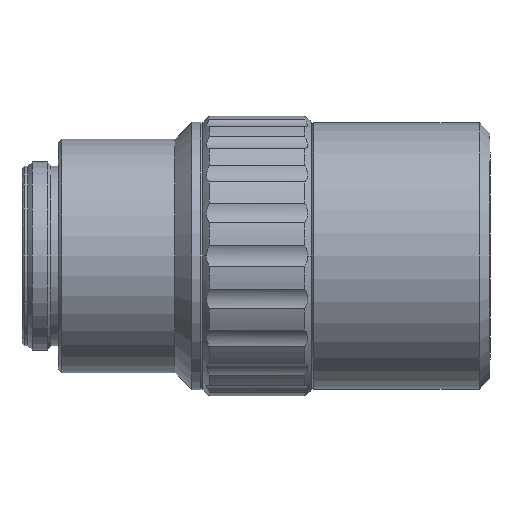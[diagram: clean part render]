
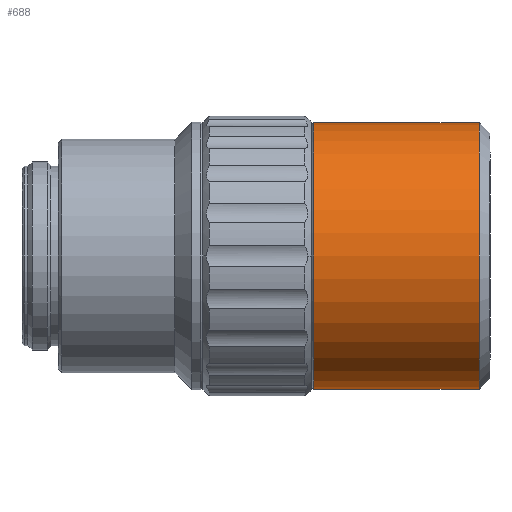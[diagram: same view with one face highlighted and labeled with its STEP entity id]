
A CAD part, left-side view. The second image highlights one B-rep face of the part: STEP entity #688.
In plain terms, the highlighted cylindrical face has radius 18.4 mm (diameter 36.8 mm), a partial arc.
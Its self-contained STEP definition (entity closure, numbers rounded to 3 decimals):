
#545 = EDGE_CURVE ( 'NONE', #6815, #18038, #8056, .T. ) ;
#614 = EDGE_CURVE ( 'NONE', #18366, #6815, #18943, .T. ) ;
#652 = CARTESIAN_POINT ( 'NONE',  ( 0., 3.117, 0. ) ) ;
#688 = ADVANCED_FACE ( 'NONE', ( #16698 ), #7560, .T. ) ;
#1380 = CARTESIAN_POINT ( 'NONE',  ( 0., 14.567, 18.4 ) ) ;
#2703 = ORIENTED_EDGE ( 'NONE', *, *, #11263, .T. ) ;
#3204 = EDGE_CURVE ( 'NONE', #4619, #18038, #20030, .T. ) ;
#4619 = VERTEX_POINT ( 'NONE', #18332 ) ;
#5513 = ORIENTED_EDGE ( 'NONE', *, *, #614, .F. ) ;
#5527 = ORIENTED_EDGE ( 'NONE', *, *, #3204, .T. ) ;
#5736 = DIRECTION ( 'NONE',  ( 0., 1., 0. ) ) ;
#6495 = ORIENTED_EDGE ( 'NONE', *, *, #545, .F. ) ;
#6815 = VERTEX_POINT ( 'NONE', #12521 ) ;
#7560 = CYLINDRICAL_SURFACE ( 'NONE', #13569, 18.4 ) ;
#7679 = CARTESIAN_POINT ( 'NONE',  ( 0., 26.017, 0. ) ) ;
#7989 = DIRECTION ( 'NONE',  ( 0., 1., 0. ) ) ;
#8056 = CIRCLE ( 'NONE', #10636, 18.4 ) ;
#8495 = CARTESIAN_POINT ( 'NONE',  ( 0., 3.117, -18.4 ) ) ;
#9618 = DIRECTION ( 'NONE',  ( 1., 0., 0. ) ) ;
#10223 = EDGE_LOOP ( 'NONE', ( #5513, #2703, #5527, #6495 ) ) ;
#10636 = AXIS2_PLACEMENT_3D ( 'NONE', #7679, #17326, #9618 ) ;
#10929 = CARTESIAN_POINT ( 'NONE',  ( 0., 14.567, -18.4 ) ) ;
#11263 = EDGE_CURVE ( 'NONE', #18366, #4619, #11564, .T. ) ;
#11564 = CIRCLE ( 'NONE', #18369, 18.4 ) ;
#12138 = DIRECTION ( 'NONE',  ( 0., 0., 1. ) ) ;
#12521 = CARTESIAN_POINT ( 'NONE',  ( 0., 26.017, -18.4 ) ) ;
#13023 = DIRECTION ( 'NONE',  ( 0., 1., 0. ) ) ;
#13569 = AXIS2_PLACEMENT_3D ( 'NONE', #15074, #5736, #12138 ) ;
#13846 = DIRECTION ( 'NONE',  ( 0., 1., 0. ) ) ;
#14220 = CARTESIAN_POINT ( 'NONE',  ( 0., 26.017, 18.4 ) ) ;
#15074 = CARTESIAN_POINT ( 'NONE',  ( 0., 14.567, 0. ) ) ;
#15302 = VECTOR ( 'NONE', #13846, 1000. ) ;
#16698 = FACE_OUTER_BOUND ( 'NONE', #10223, .T. ) ;
#17326 = DIRECTION ( 'NONE',  ( 0., 1., 0. ) ) ;
#17680 = DIRECTION ( 'NONE',  ( 1., 0., 0. ) ) ;
#18038 = VERTEX_POINT ( 'NONE', #14220 ) ;
#18332 = CARTESIAN_POINT ( 'NONE',  ( 0., 3.117, 18.4 ) ) ;
#18366 = VERTEX_POINT ( 'NONE', #8495 ) ;
#18369 = AXIS2_PLACEMENT_3D ( 'NONE', #652, #13023, #17680 ) ;
#18943 = LINE ( 'NONE', #10929, #19407 ) ;
#19407 = VECTOR ( 'NONE', #7989, 1000. ) ;
#20030 = LINE ( 'NONE', #1380, #15302 ) ;
